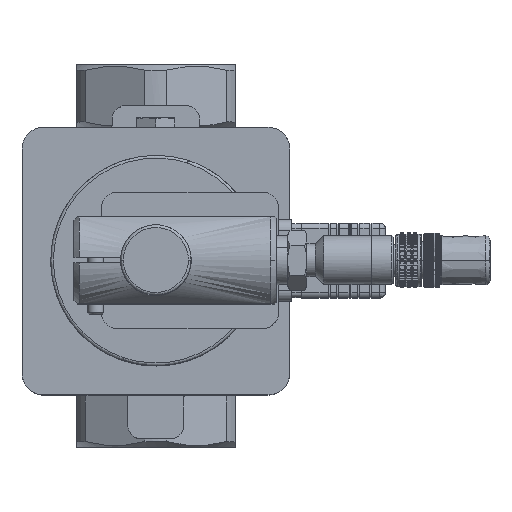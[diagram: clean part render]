
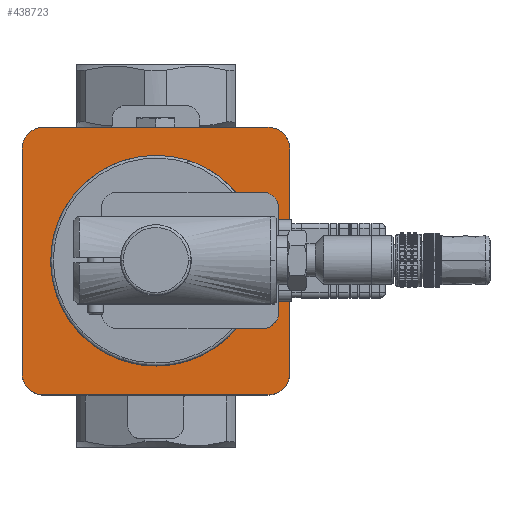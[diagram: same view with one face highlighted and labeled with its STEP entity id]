
A CAD part, top view. The second image highlights one B-rep face of the part: STEP entity #438723.
In plain terms, the highlighted free-form (B-spline) face has degree [1, 1] with [2, 2] control points.
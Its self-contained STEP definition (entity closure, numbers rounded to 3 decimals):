
#438602 = CARTESIAN_POINT ('', (-49., 41., 74.1));
#438603 = VERTEX_POINT ('', #438602);
#438604 = CARTESIAN_POINT ('', (-46.657, 46.657, 74.1));
#438605 = VERTEX_POINT ('', #438604);
#438606 = CARTESIAN_POINT ('', (-49., 41., 74.1));
#438607 = CARTESIAN_POINT ('', (-49., 44.314, 74.1));
#438608 = CARTESIAN_POINT ('', (-46.657, 46.657, 74.1));
#438609 = (
   BOUNDED_CURVE ()
   B_SPLINE_CURVE (2, (#438606, #438607, #438608), .UNSPECIFIED., .F., .U.)
   B_SPLINE_CURVE_WITH_KNOTS ((3, 3), (315., 360.), .UNSPECIFIED.)
   CURVE ()
   GEOMETRIC_REPRESENTATION_ITEM ()
   RATIONAL_B_SPLINE_CURVE ((1., 0.854, 0.854))
   REPRESENTATION_ITEM ('')
);
#438610 = EDGE_CURVE ('', #438603, #438605, #438609, .T.);
#438611 = ORIENTED_EDGE ('', *, *, #438610, .F.);
#438612 = CARTESIAN_POINT ('', (-49., -41., 74.1));
#438613 = VERTEX_POINT ('', #438612);
#438614 = CARTESIAN_POINT ('', (-49., 41., 74.1));
#438615 = CARTESIAN_POINT ('', (-49., -41., 74.1));
#438616 = B_SPLINE_CURVE_WITH_KNOTS ('', 1, (#438614, #438615), .UNSPECIFIED., .F., .U., (2, 2), (0., 1.), .UNSPECIFIED.);
#438617 = EDGE_CURVE ('', #438603, #438613, #438616, .T.);
#438618 = ORIENTED_EDGE ('', *, *, #438617, .T.);
#438619 = CARTESIAN_POINT ('', (-46.657, -46.657, 74.1));
#438620 = VERTEX_POINT ('', #438619);
#438621 = CARTESIAN_POINT ('', (-46.657, -46.657, 74.1));
#438622 = CARTESIAN_POINT ('', (-49., -44.314, 74.1));
#438623 = CARTESIAN_POINT ('', (-49., -41., 74.1));
#438624 = (
   BOUNDED_CURVE ()
   B_SPLINE_CURVE (2, (#438621, #438622, #438623), .UNSPECIFIED., .F., .U.)
   B_SPLINE_CURVE_WITH_KNOTS ((3, 3), (360., 405.), .UNSPECIFIED.)
   CURVE ()
   GEOMETRIC_REPRESENTATION_ITEM ()
   RATIONAL_B_SPLINE_CURVE ((0.854, 0.854, 1.))
   REPRESENTATION_ITEM ('')
);
#438625 = EDGE_CURVE ('', #438620, #438613, #438624, .T.);
#438626 = ORIENTED_EDGE ('', *, *, #438625, .F.);
#438627 = CARTESIAN_POINT ('', (-41., -49., 74.1));
#438628 = VERTEX_POINT ('', #438627);
#438629 = CARTESIAN_POINT ('', (-41., -49., 74.1));
#438630 = CARTESIAN_POINT ('', (-44.314, -49., 74.1));
#438631 = CARTESIAN_POINT ('', (-46.657, -46.657, 74.1));
#438632 = (
   BOUNDED_CURVE ()
   B_SPLINE_CURVE (2, (#438629, #438630, #438631), .UNSPECIFIED., .F., .U.)
   B_SPLINE_CURVE_WITH_KNOTS ((3, 3), (315., 360.), .UNSPECIFIED.)
   CURVE ()
   GEOMETRIC_REPRESENTATION_ITEM ()
   RATIONAL_B_SPLINE_CURVE ((1., 0.854, 0.854))
   REPRESENTATION_ITEM ('')
);
#438633 = EDGE_CURVE ('', #438628, #438620, #438632, .T.);
#438634 = ORIENTED_EDGE ('', *, *, #438633, .F.);
#438635 = CARTESIAN_POINT ('', (41., -49., 74.1));
#438636 = VERTEX_POINT ('', #438635);
#438637 = CARTESIAN_POINT ('', (-41., -49., 74.1));
#438638 = CARTESIAN_POINT ('', (41., -49., 74.1));
#438639 = B_SPLINE_CURVE_WITH_KNOTS ('', 1, (#438637, #438638), .UNSPECIFIED., .F., .U., (2, 2), (0., 1.), .UNSPECIFIED.);
#438640 = EDGE_CURVE ('', #438628, #438636, #438639, .T.);
#438641 = ORIENTED_EDGE ('', *, *, #438640, .T.);
#438642 = CARTESIAN_POINT ('', (46.657, -46.657, 74.1));
#438643 = VERTEX_POINT ('', #438642);
#438644 = CARTESIAN_POINT ('', (46.657, -46.657, 74.1));
#438645 = CARTESIAN_POINT ('', (44.314, -49., 74.1));
#438646 = CARTESIAN_POINT ('', (41., -49., 74.1));
#438647 = (
   BOUNDED_CURVE ()
   B_SPLINE_CURVE (2, (#438644, #438645, #438646), .UNSPECIFIED., .F., .U.)
   B_SPLINE_CURVE_WITH_KNOTS ((3, 3), (360., 405.), .UNSPECIFIED.)
   CURVE ()
   GEOMETRIC_REPRESENTATION_ITEM ()
   RATIONAL_B_SPLINE_CURVE ((0.854, 0.854, 1.))
   REPRESENTATION_ITEM ('')
);
#438648 = EDGE_CURVE ('', #438643, #438636, #438647, .T.);
#438649 = ORIENTED_EDGE ('', *, *, #438648, .F.);
#438650 = CARTESIAN_POINT ('', (49., -41., 74.1));
#438651 = VERTEX_POINT ('', #438650);
#438652 = CARTESIAN_POINT ('', (49., -41., 74.1));
#438653 = CARTESIAN_POINT ('', (49., -44.314, 74.1));
#438654 = CARTESIAN_POINT ('', (46.657, -46.657, 74.1));
#438655 = (
   BOUNDED_CURVE ()
   B_SPLINE_CURVE (2, (#438652, #438653, #438654), .UNSPECIFIED., .F., .U.)
   B_SPLINE_CURVE_WITH_KNOTS ((3, 3), (315., 360.), .UNSPECIFIED.)
   CURVE ()
   GEOMETRIC_REPRESENTATION_ITEM ()
   RATIONAL_B_SPLINE_CURVE ((1., 0.854, 0.854))
   REPRESENTATION_ITEM ('')
);
#438656 = EDGE_CURVE ('', #438651, #438643, #438655, .T.);
#438657 = ORIENTED_EDGE ('', *, *, #438656, .F.);
#438658 = CARTESIAN_POINT ('', (49., 41., 74.1));
#438659 = VERTEX_POINT ('', #438658);
#438660 = CARTESIAN_POINT ('', (49., -41., 74.1));
#438661 = CARTESIAN_POINT ('', (49., 41., 74.1));
#438662 = B_SPLINE_CURVE_WITH_KNOTS ('', 1, (#438660, #438661), .UNSPECIFIED., .F., .U., (2, 2), (0., 1.), .UNSPECIFIED.);
#438663 = EDGE_CURVE ('', #438651, #438659, #438662, .T.);
#438664 = ORIENTED_EDGE ('', *, *, #438663, .T.);
#438665 = CARTESIAN_POINT ('', (46.657, 46.657, 74.1));
#438666 = VERTEX_POINT ('', #438665);
#438667 = CARTESIAN_POINT ('', (46.657, 46.657, 74.1));
#438668 = CARTESIAN_POINT ('', (49., 44.314, 74.1));
#438669 = CARTESIAN_POINT ('', (49., 41., 74.1));
#438670 = (
   BOUNDED_CURVE ()
   B_SPLINE_CURVE (2, (#438667, #438668, #438669), .UNSPECIFIED., .F., .U.)
   B_SPLINE_CURVE_WITH_KNOTS ((3, 3), (360., 405.), .UNSPECIFIED.)
   CURVE ()
   GEOMETRIC_REPRESENTATION_ITEM ()
   RATIONAL_B_SPLINE_CURVE ((0.854, 0.854, 1.))
   REPRESENTATION_ITEM ('')
);
#438671 = EDGE_CURVE ('', #438666, #438659, #438670, .T.);
#438672 = ORIENTED_EDGE ('', *, *, #438671, .F.);
#438673 = CARTESIAN_POINT ('', (41., 49., 74.1));
#438674 = VERTEX_POINT ('', #438673);
#438675 = CARTESIAN_POINT ('', (41., 49., 74.1));
#438676 = CARTESIAN_POINT ('', (44.314, 49., 74.1));
#438677 = CARTESIAN_POINT ('', (46.657, 46.657, 74.1));
#438678 = (
   BOUNDED_CURVE ()
   B_SPLINE_CURVE (2, (#438675, #438676, #438677), .UNSPECIFIED., .F., .U.)
   B_SPLINE_CURVE_WITH_KNOTS ((3, 3), (315., 360.), .UNSPECIFIED.)
   CURVE ()
   GEOMETRIC_REPRESENTATION_ITEM ()
   RATIONAL_B_SPLINE_CURVE ((1., 0.854, 0.854))
   REPRESENTATION_ITEM ('')
);
#438679 = EDGE_CURVE ('', #438674, #438666, #438678, .T.);
#438680 = ORIENTED_EDGE ('', *, *, #438679, .F.);
#438681 = CARTESIAN_POINT ('', (-41., 49., 74.1));
#438682 = VERTEX_POINT ('', #438681);
#438683 = CARTESIAN_POINT ('', (41., 49., 74.1));
#438684 = CARTESIAN_POINT ('', (-41., 49., 74.1));
#438685 = B_SPLINE_CURVE_WITH_KNOTS ('', 1, (#438683, #438684), .UNSPECIFIED., .F., .U., (2, 2), (0., 1.), .UNSPECIFIED.);
#438686 = EDGE_CURVE ('', #438674, #438682, #438685, .T.);
#438687 = ORIENTED_EDGE ('', *, *, #438686, .T.);
#438688 = CARTESIAN_POINT ('', (-46.657, 46.657, 74.1));
#438689 = CARTESIAN_POINT ('', (-44.314, 49., 74.1));
#438690 = CARTESIAN_POINT ('', (-41., 49., 74.1));
#438691 = (
   BOUNDED_CURVE ()
   B_SPLINE_CURVE (2, (#438688, #438689, #438690), .UNSPECIFIED., .F., .U.)
   B_SPLINE_CURVE_WITH_KNOTS ((3, 3), (360., 405.), .UNSPECIFIED.)
   CURVE ()
   GEOMETRIC_REPRESENTATION_ITEM ()
   RATIONAL_B_SPLINE_CURVE ((0.854, 0.854, 1.))
   REPRESENTATION_ITEM ('')
);
#438692 = EDGE_CURVE ('', #438605, #438682, #438691, .T.);
#438693 = ORIENTED_EDGE ('', *, *, #438692, .F.);
#438694 = EDGE_LOOP ('', (#438611, #438618, #438626, #438634, #438641, #438649, #438657, #438664, #438672, #438680, #438687, #438693));
#438695 = FACE_OUTER_BOUND ('', #438694, .T.);
#438696 = CARTESIAN_POINT ('', (0., -27.5, 74.1));
#438697 = VERTEX_POINT ('', #438696);
#438698 = CARTESIAN_POINT ('', (0., 27.5, 74.1));
#438699 = VERTEX_POINT ('', #438698);
#438700 = CARTESIAN_POINT ('', (0., -27.5, 74.1));
#438701 = CARTESIAN_POINT ('', (27.5, -27.5, 74.1));
#438702 = CARTESIAN_POINT ('', (27.5, 0., 74.1));
#438703 = CARTESIAN_POINT ('', (27.5, 27.5, 74.1));
#438704 = CARTESIAN_POINT ('', (0., 27.5, 74.1));
#438705 = (
   BOUNDED_CURVE ()
   B_SPLINE_CURVE (2, (#438700, #438701, #438702, #438703, #438704), .UNSPECIFIED., .F., .U.)
   B_SPLINE_CURVE_WITH_KNOTS ((3, 2, 3), (180., 270., 360.), .UNSPECIFIED.)
   CURVE ()
   GEOMETRIC_REPRESENTATION_ITEM ()
   RATIONAL_B_SPLINE_CURVE ((1., 0.707, 1., 0.707, 1.))
   REPRESENTATION_ITEM ('')
);
#438706 = EDGE_CURVE ('', #438697, #438699, #438705, .T.);
#438707 = ORIENTED_EDGE ('', *, *, #438706, .F.);
#438708 = CARTESIAN_POINT ('', (0., 27.5, 74.1));
#438709 = CARTESIAN_POINT ('', (-27.5, 27.5, 74.1));
#438710 = CARTESIAN_POINT ('', (-27.5, 0., 74.1));
#438711 = CARTESIAN_POINT ('', (-27.5, -27.5, 74.1));
#438712 = CARTESIAN_POINT ('', (0., -27.5, 74.1));
#438713 = (
   BOUNDED_CURVE ()
   B_SPLINE_CURVE (2, (#438708, #438709, #438710, #438711, #438712), .UNSPECIFIED., .F., .U.)
   B_SPLINE_CURVE_WITH_KNOTS ((3, 2, 3), (360., 450., 540.), .UNSPECIFIED.)
   CURVE ()
   GEOMETRIC_REPRESENTATION_ITEM ()
   RATIONAL_B_SPLINE_CURVE ((1., 0.707, 1., 0.707, 1.))
   REPRESENTATION_ITEM ('')
);
#438714 = EDGE_CURVE ('', #438699, #438697, #438713, .T.);
#438715 = ORIENTED_EDGE ('', *, *, #438714, .F.);
#438716 = EDGE_LOOP ('', (#438707, #438715));
#438717 = FACE_BOUND ('', #438716, .T.);
#438718 = CARTESIAN_POINT ('', (49., 49., 74.1));
#438719 = CARTESIAN_POINT ('', (49., -49., 74.1));
#438720 = CARTESIAN_POINT ('', (-49., 49., 74.1));
#438721 = CARTESIAN_POINT ('', (-49., -49., 74.1));
#438722 = B_SPLINE_SURFACE_WITH_KNOTS ('', 1, 1, ((#438718, #438719), (#438720, #438721)), .UNSPECIFIED., .F., .F., .U., (2, 2), (2, 2), (-49., 49.), (-10.75, 87.25), .UNSPECIFIED.);
#438723 = ADVANCED_FACE ('', (#438695, #438717), #438722, .T.);
